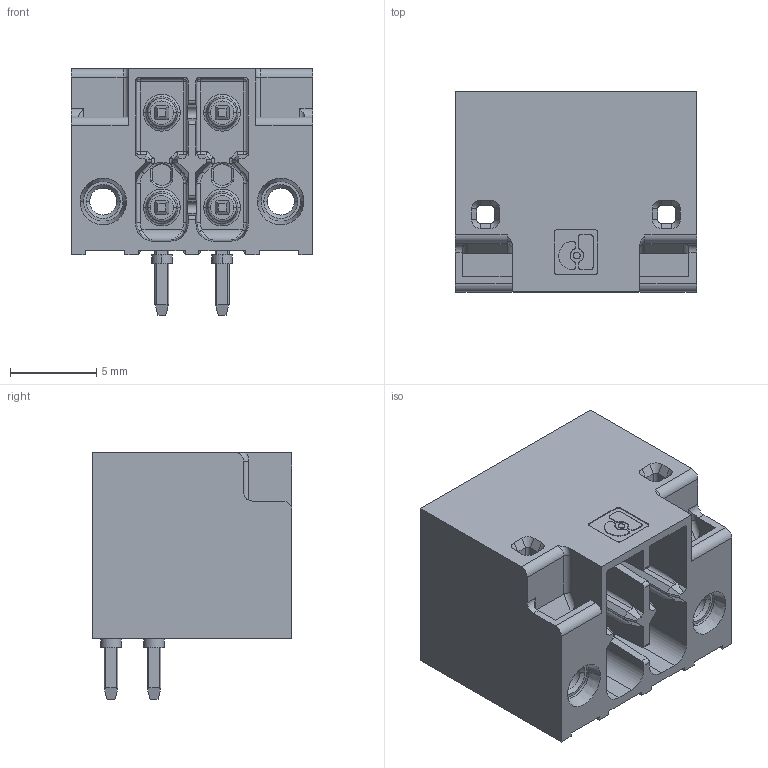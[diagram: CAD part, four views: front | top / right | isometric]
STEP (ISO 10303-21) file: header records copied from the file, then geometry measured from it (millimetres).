
FILE_DESCRIPTION(('Creo Elements/Direct Modeling STEP Export'),'2;1');
FILE_NAME('model.stp','2018-10-26T 0:15:26',(''),(''),'Creo Elements/Direct Modeling STEP processor for AP214 (Solid Model)','Creo Elements/Direct Modeling 18.1I 14-Aug-2016 (C) Parametric Technology GmbH','');
FILE_SCHEMA(('AUTOMOTIVE_DESIGN { 1 0 10303 214 1 1 1 1 }'));
Length unit declared in the file: millimetre
Products named in the file (6): DMC-1.5-G1F-3.5_GEH; DMC-1.5-LH-STIFT_11; DMC-1.5-LH-STIFT_6.65; Bohrloch; DMC-1.5-LH-STIFT_pin; DMC_1.5-2-G1F-3.5_P35
Assembly tree (7 placements, depth 3):
  DMC_1.5-2-G1F-3.5_P35
    DMC-1.5-LH-STIFT_pin  x2
      Bohrloch
      DMC-1.5-LH-STIFT_6.65
      DMC-1.5-LH-STIFT_11
    DMC-1.5-G1F-3.5_GEH
Bounding box: 14 x 11.6 x 14.3 mm (x, y, z)
Volume: 1010.4 mm3; surface area: 1892.7 mm2
Topology: 9 solids, 9 shells, 643 faces, 1705 edges, 1076 vertices
Faces by surface type: plane 305, cylinder 213, torus 46, cone 32, extrusion 19, bspline 16, sphere 12
Entity records: 25193 total; most frequent: CARTESIAN_POINT 6535, ORIENTED_EDGE 3022, DIRECTION 2795, EDGE_CURVE 1511, VERTEX_POINT 960, AXIS2_PLACEMENT_3D 939, VECTOR 917, LINE 898
